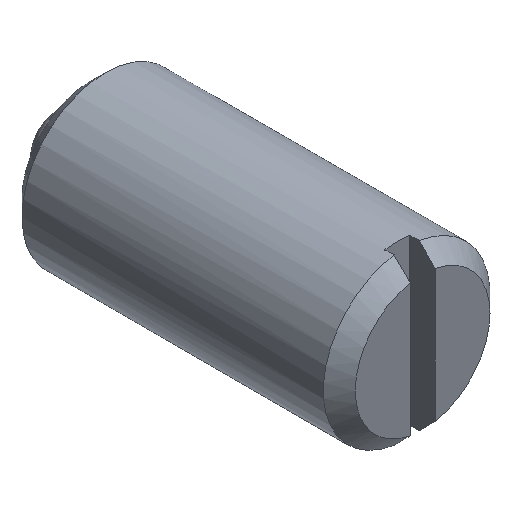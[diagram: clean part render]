
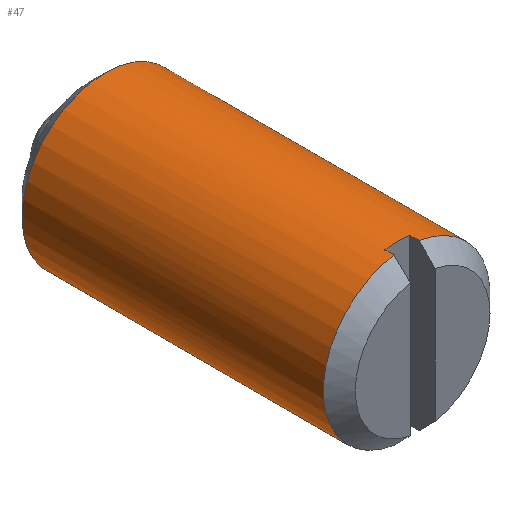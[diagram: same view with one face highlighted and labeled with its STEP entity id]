
A CAD part, isometric view. The second image highlights one B-rep face of the part: STEP entity #47.
In plain terms, the highlighted cylindrical face has radius 4 mm (diameter 8 mm), a full revolution.
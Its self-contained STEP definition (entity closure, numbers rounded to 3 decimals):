
#47 = ADVANCED_FACE( '', ( #95, #96 ), #97, .T. );
#95 = FACE_OUTER_BOUND( '', #139, .T. );
#96 = FACE_OUTER_BOUND( '', #140, .T. );
#97 = CYLINDRICAL_SURFACE( '', #141, 4. );
#139 = EDGE_LOOP( '', ( #200, #201, #202, #203, #204, #205, #206, #207 ) );
#140 = EDGE_LOOP( '', ( #208 ) );
#141 = AXIS2_PLACEMENT_3D( '', #209, #210, #211 );
#200 = ORIENTED_EDGE( '', *, *, #260, .F. );
#201 = ORIENTED_EDGE( '', *, *, #253, .F. );
#202 = ORIENTED_EDGE( '', *, *, #248, .F. );
#203 = ORIENTED_EDGE( '', *, *, #264, .F. );
#204 = ORIENTED_EDGE( '', *, *, #265, .F. );
#205 = ORIENTED_EDGE( '', *, *, #266, .F. );
#206 = ORIENTED_EDGE( '', *, *, #246, .F. );
#207 = ORIENTED_EDGE( '', *, *, #257, .F. );
#208 = ORIENTED_EDGE( '', *, *, #251, .T. );
#209 = CARTESIAN_POINT( '', ( 0., 0., 0. ) );
#210 = DIRECTION( '', ( 0., 1., 0. ) );
#211 = DIRECTION( '', ( 0., 0., -1. ) );
#246 = EDGE_CURVE( '', #281, #282, #283, .T. );
#248 = EDGE_CURVE( '', #284, #286, #287, .T. );
#251 = EDGE_CURVE( '', #290, #290, #291, .T. );
#253 = EDGE_CURVE( '', #286, #293, #294, .T. );
#257 = EDGE_CURVE( '', #299, #281, #301, .F. );
#260 = EDGE_CURVE( '', #293, #299, #304, .T. );
#264 = EDGE_CURVE( '', #307, #284, #308, .F. );
#265 = EDGE_CURVE( '', #309, #307, #310, .T. );
#266 = EDGE_CURVE( '', #282, #309, #311, .T. );
#281 = VERTEX_POINT( '', #328 );
#282 = VERTEX_POINT( '', #329 );
#283 = CIRCLE( '', #330, 4. );
#284 = VERTEX_POINT( '', #331 );
#286 = VERTEX_POINT( '', #334 );
#287 = CIRCLE( '', #335, 4. );
#290 = VERTEX_POINT( '', #339 );
#291 = CIRCLE( '', #340, 4. );
#293 = VERTEX_POINT( '', #342 );
#294 = LINE( '', #343, #344 );
#299 = VERTEX_POINT( '', #353 );
#301 = LINE( '', #358, #359 );
#304 = CIRCLE( '', #362, 4. );
#307 = VERTEX_POINT( '', #365 );
#308 = LINE( '', #366, #367 );
#309 = VERTEX_POINT( '', #368 );
#310 = CIRCLE( '', #369, 4. );
#311 = LINE( '', #370, #371 );
#328 = CARTESIAN_POINT( '', ( 0.6, 1.21, 3.955 ) );
#329 = CARTESIAN_POINT( '', ( -0.6, 1.21, 3.955 ) );
#330 = AXIS2_PLACEMENT_3D( '', #395, #396, #397 );
#331 = CARTESIAN_POINT( '', ( -0.6, 1.21, -3.955 ) );
#334 = CARTESIAN_POINT( '', ( 0.6, 1.21, -3.955 ) );
#335 = AXIS2_PLACEMENT_3D( '', #399, #400, #401 );
#339 = CARTESIAN_POINT( '', ( 0., 15.233, -4. ) );
#340 = AXIS2_PLACEMENT_3D( '', #403, #404, #405 );
#342 = CARTESIAN_POINT( '', ( 0.6, 0.767, -3.955 ) );
#343 = CARTESIAN_POINT( '', ( 0.6, 0., -3.955 ) );
#344 = VECTOR( '', #406, 1000. );
#353 = CARTESIAN_POINT( '', ( 0.6, 0.767, 3.955 ) );
#358 = CARTESIAN_POINT( '', ( 0.6, 0., 3.955 ) );
#359 = VECTOR( '', #408, 1000. );
#362 = AXIS2_PLACEMENT_3D( '', #412, #413, #414 );
#365 = CARTESIAN_POINT( '', ( -0.6, 0.767, -3.955 ) );
#366 = CARTESIAN_POINT( '', ( -0.6, 0., -3.955 ) );
#367 = VECTOR( '', #415, 1000. );
#368 = CARTESIAN_POINT( '', ( -0.6, 0.767, 3.955 ) );
#369 = AXIS2_PLACEMENT_3D( '', #416, #417, #418 );
#370 = CARTESIAN_POINT( '', ( -0.6, 0., 3.955 ) );
#371 = VECTOR( '', #419, 1000. );
#395 = CARTESIAN_POINT( '', ( 0., 1.21, 0. ) );
#396 = DIRECTION( '', ( 0., -1., 0. ) );
#397 = DIRECTION( '', ( 0., 0., -1. ) );
#399 = CARTESIAN_POINT( '', ( 0., 1.21, 0. ) );
#400 = DIRECTION( '', ( 0., -1., 0. ) );
#401 = DIRECTION( '', ( 0., 0., -1. ) );
#403 = CARTESIAN_POINT( '', ( 0., 15.233, 0. ) );
#404 = DIRECTION( '', ( 0., -1., 0. ) );
#405 = DIRECTION( '', ( 0., 0., -1. ) );
#406 = DIRECTION( '', ( 0., -1., 0. ) );
#408 = DIRECTION( '', ( 0., -1., 0. ) );
#412 = CARTESIAN_POINT( '', ( 0., 0.767, 0. ) );
#413 = DIRECTION( '', ( 0., -1., 0. ) );
#414 = DIRECTION( '', ( 0., 0., -1. ) );
#415 = DIRECTION( '', ( 0., -1., 0. ) );
#416 = CARTESIAN_POINT( '', ( 0., 0.767, 0. ) );
#417 = DIRECTION( '', ( 0., -1., 0. ) );
#418 = DIRECTION( '', ( 0., 0., -1. ) );
#419 = DIRECTION( '', ( 0., -1., 0. ) );
